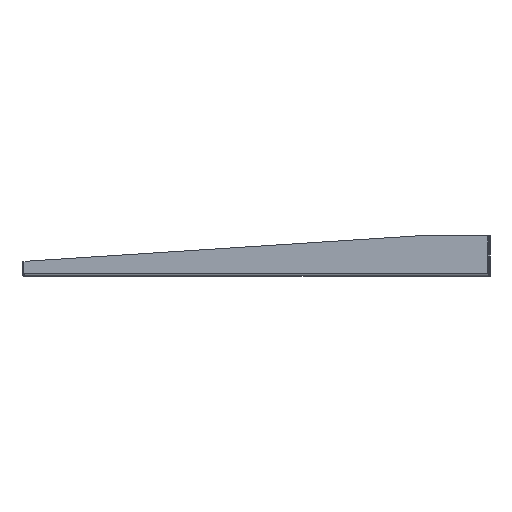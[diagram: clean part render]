
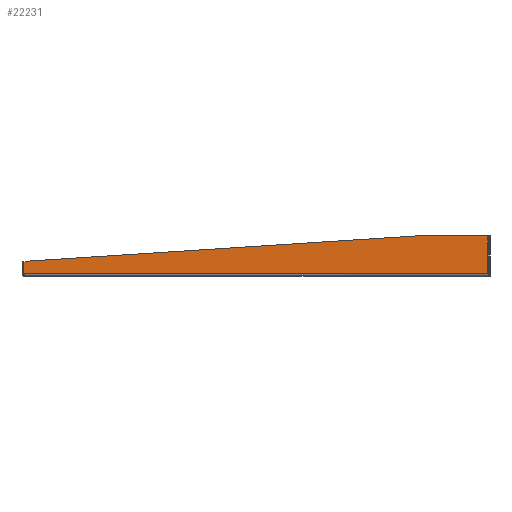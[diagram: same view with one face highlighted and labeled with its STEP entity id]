
A CAD part, left-side view. The second image highlights one B-rep face of the part: STEP entity #22231.
In plain terms, the highlighted planar face has unit normal (-1, 0, 0).
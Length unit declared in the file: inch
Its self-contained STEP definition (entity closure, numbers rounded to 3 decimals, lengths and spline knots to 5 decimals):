
#187 = LINE ( 'NONE', #548, #14038 ) ;
#548 = CARTESIAN_POINT ( 'NONE',  ( -8.75, 9.89192, 0.57208 ) ) ;
#745 = VECTOR ( 'NONE', #1043, 39.37008 ) ;
#1043 = DIRECTION ( 'NONE',  ( 0., -1., 0. ) ) ;
#1237 = VECTOR ( 'NONE', #22608, 39.37008 ) ;
#1362 = LINE ( 'NONE', #8769, #9060 ) ;
#2443 = VERTEX_POINT ( 'NONE', #15256 ) ;
#2446 = VERTEX_POINT ( 'NONE', #11731 ) ;
#2569 = ORIENTED_EDGE ( 'NONE', *, *, #4835, .F. ) ;
#2694 = ORIENTED_EDGE ( 'NONE', *, *, #10897, .F. ) ;
#2783 = FACE_OUTER_BOUND ( 'NONE', #12237, .T. ) ;
#2838 = VERTEX_POINT ( 'NONE', #4288 ) ;
#3293 = EDGE_CURVE ( 'NONE', #10741, #23327, #11546, .T. ) ;
#3907 = VERTEX_POINT ( 'NONE', #19999 ) ;
#4074 = DIRECTION ( 'NONE',  ( 0., -0.707, 0.707 ) ) ;
#4098 = LINE ( 'NONE', #11039, #8503 ) ;
#4288 = CARTESIAN_POINT ( 'NONE',  ( -8.75, 9.89192, 0.11665 ) ) ;
#4701 = CARTESIAN_POINT ( 'NONE',  ( -8.75, -9.964, 1.718 ) ) ;
#4835 = EDGE_CURVE ( 'NONE', #2443, #14984, #187, .T. ) ;
#5243 = VERTEX_POINT ( 'NONE', #22683 ) ;
#5617 = LINE ( 'NONE', #11205, #20089 ) ;
#5996 = ORIENTED_EDGE ( 'NONE', *, *, #7564, .F. ) ;
#6342 = ORIENTED_EDGE ( 'NONE', *, *, #7827, .F. ) ;
#6533 = DIRECTION ( 'NONE',  ( 0., 0., -1. ) ) ;
#6894 = PLANE ( 'NONE',  #21404 ) ;
#7564 = EDGE_CURVE ( 'NONE', #2446, #5243, #1362, .T. ) ;
#7669 = AXIS2_PLACEMENT_3D ( 'NONE', #17801, #23144, #10165 ) ;
#7827 = EDGE_CURVE ( 'NONE', #14984, #3907, #13132, .T. ) ;
#8128 = CARTESIAN_POINT ( 'NONE',  ( -8.75, -9.928, 0.10808 ) ) ;
#8503 = VECTOR ( 'NONE', #20507, 39.37008 ) ;
#8714 = ORIENTED_EDGE ( 'NONE', *, *, #18472, .F. ) ;
#8769 = CARTESIAN_POINT ( 'NONE',  ( -8.75, -9.964, 0.108 ) ) ;
#9060 = VECTOR ( 'NONE', #22996, 39.37008 ) ;
#9379 = CARTESIAN_POINT ( 'NONE',  ( -8.75, 9.83033, 0.63367 ) ) ;
#9602 = CARTESIAN_POINT ( 'NONE',  ( -8.75, -9.928, 0.06249 ) ) ;
#9735 = DIRECTION ( 'NONE',  ( 0., -0.998, 0.065 ) ) ;
#10165 = DIRECTION ( 'NONE',  ( 0., 0., 1. ) ) ;
#10741 = VERTEX_POINT ( 'NONE', #13891 ) ;
#10897 = EDGE_CURVE ( 'NONE', #2838, #2443, #5617, .T. ) ;
#11039 = CARTESIAN_POINT ( 'NONE',  ( -8.75, -9.928, 0.10808 ) ) ;
#11205 = CARTESIAN_POINT ( 'NONE',  ( -8.75, 9.89192, 0.06249 ) ) ;
#11546 = LINE ( 'NONE', #9602, #1237 ) ;
#11731 = CARTESIAN_POINT ( 'NONE',  ( -8.75, -9.928, 0.108 ) ) ;
#12237 = EDGE_LOOP ( 'NONE', ( #12597, #5996, #18758, #19884, #8714, #6342, #2569, #2694 ) ) ;
#12597 = ORIENTED_EDGE ( 'NONE', *, *, #17189, .T. ) ;
#13132 = LINE ( 'NONE', #9379, #17215 ) ;
#13799 = EDGE_CURVE ( 'NONE', #2446, #23327, #4098, .T. ) ;
#13891 = CARTESIAN_POINT ( 'NONE',  ( -8.75, -9.928, 1.718 ) ) ;
#14038 = VECTOR ( 'NONE', #4074, 39.37008 ) ;
#14984 = VERTEX_POINT ( 'NONE', #22575 ) ;
#15256 = CARTESIAN_POINT ( 'NONE',  ( -8.75, 9.89192, 0.57208 ) ) ;
#16985 = CIRCLE ( 'NONE', #7669, 0.055 ) ;
#17189 = EDGE_CURVE ( 'NONE', #2838, #5243, #16985, .T. ) ;
#17215 = VECTOR ( 'NONE', #9735, 39.37008 ) ;
#17801 = CARTESIAN_POINT ( 'NONE',  ( -8.75, 9.90151, 0.06249 ) ) ;
#18472 = EDGE_CURVE ( 'NONE', #3907, #10741, #19754, .T. ) ;
#18758 = ORIENTED_EDGE ( 'NONE', *, *, #13799, .T. ) ;
#19754 = LINE ( 'NONE', #4701, #745 ) ;
#19775 = DIRECTION ( 'NONE',  ( 1., 0., 0. ) ) ;
#19884 = ORIENTED_EDGE ( 'NONE', *, *, #3293, .F. ) ;
#19999 = CARTESIAN_POINT ( 'NONE',  ( -8.75, -6.889, 1.718 ) ) ;
#20089 = VECTOR ( 'NONE', #20331, 39.37008 ) ;
#20331 = DIRECTION ( 'NONE',  ( 0., 0., 1. ) ) ;
#20507 = DIRECTION ( 'NONE',  ( 0., 0., 1. ) ) ;
#21404 = AXIS2_PLACEMENT_3D ( 'NONE', #21718, #19775, #6533 ) ;
#21718 = CARTESIAN_POINT ( 'NONE',  ( -8.75, -9.964, 0.06249 ) ) ;
#22231 = ADVANCED_FACE ( 'NONE', ( #2783 ), #6894, .F. ) ;
#22575 = CARTESIAN_POINT ( 'NONE',  ( -8.75, 9.83033, 0.63367 ) ) ;
#22608 = DIRECTION ( 'NONE',  ( 0., 0., -1. ) ) ;
#22683 = CARTESIAN_POINT ( 'NONE',  ( -8.75, 9.87063, 0.108 ) ) ;
#22996 = DIRECTION ( 'NONE',  ( 0., 1., 0. ) ) ;
#23144 = DIRECTION ( 'NONE',  ( 1., 0., 0. ) ) ;
#23327 = VERTEX_POINT ( 'NONE', #8128 ) ;
